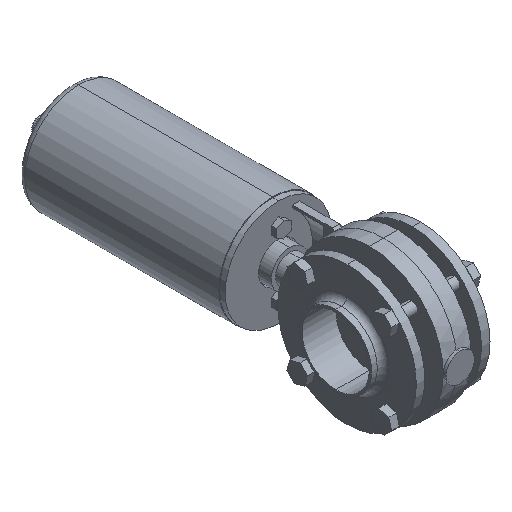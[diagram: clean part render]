
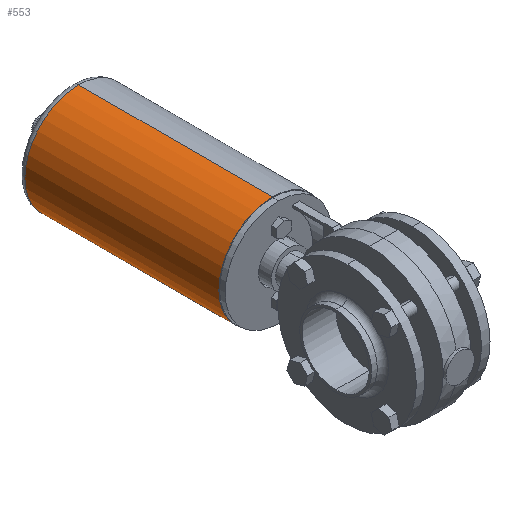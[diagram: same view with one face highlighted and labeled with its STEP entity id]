
A CAD part, isometric view. The second image highlights one B-rep face of the part: STEP entity #553.
In plain terms, the highlighted cylindrical face has radius 38 mm (diameter 76 mm), a partial arc.
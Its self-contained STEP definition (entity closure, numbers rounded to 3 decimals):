
#143 = AXIS2_PLACEMENT_3D ( 'NONE', #4251, #2466, #384 ) ;
#169 = VECTOR ( 'NONE', #5294, 1000. ) ;
#384 = DIRECTION ( 'NONE',  ( 0., 0., 1. ) ) ;
#553 = ADVANCED_FACE ( 'NONE', ( #1473 ), #4830, .T. ) ;
#637 = LINE ( 'NONE', #1489, #169 ) ;
#1356 = CARTESIAN_POINT ( 'NONE',  ( 0., 137., 38. ) ) ;
#1416 = CARTESIAN_POINT ( 'NONE',  ( 0., 0., -38. ) ) ;
#1418 = CARTESIAN_POINT ( 'NONE',  ( 0., 0., 38. ) ) ;
#1473 = FACE_OUTER_BOUND ( 'NONE', #4169, .T. ) ;
#1478 = VERTEX_POINT ( 'NONE', #1356 ) ;
#1489 = CARTESIAN_POINT ( 'NONE',  ( 0., 142., -38. ) ) ;
#1564 = DIRECTION ( 'NONE',  ( 0., -1., 0. ) ) ;
#1759 = EDGE_CURVE ( 'NONE', #1478, #3198, #3203, .T. ) ;
#1979 = EDGE_CURVE ( 'NONE', #1478, #3914, #4349, .T. ) ;
#2110 = ORIENTED_EDGE ( 'NONE', *, *, #3538, .T. ) ;
#2133 = VECTOR ( 'NONE', #1564, 1000. ) ;
#2349 = ORIENTED_EDGE ( 'NONE', *, *, #1979, .T. ) ;
#2466 = DIRECTION ( 'NONE',  ( 0., -1., 0. ) ) ;
#2886 = DIRECTION ( 'NONE',  ( 0., 0., -1. ) ) ;
#2917 = CARTESIAN_POINT ( 'NONE',  ( 0., 0., 0. ) ) ;
#3198 = VERTEX_POINT ( 'NONE', #1418 ) ;
#3203 = LINE ( 'NONE', #3672, #2133 ) ;
#3211 = CIRCLE ( 'NONE', #5272, 38. ) ;
#3272 = DIRECTION ( 'NONE',  ( 0., 0., 1. ) ) ;
#3297 = AXIS2_PLACEMENT_3D ( 'NONE', #3322, #3305, #2886 ) ;
#3305 = DIRECTION ( 'NONE',  ( 0., -1., 0. ) ) ;
#3322 = CARTESIAN_POINT ( 'NONE',  ( 0., 142., 0. ) ) ;
#3538 = EDGE_CURVE ( 'NONE', #3790, #3198, #3211, .T. ) ;
#3672 = CARTESIAN_POINT ( 'NONE',  ( 0., 142., 38. ) ) ;
#3790 = VERTEX_POINT ( 'NONE', #1416 ) ;
#3914 = VERTEX_POINT ( 'NONE', #4056 ) ;
#4053 = ORIENTED_EDGE ( 'NONE', *, *, #1759, .F. ) ;
#4056 = CARTESIAN_POINT ( 'NONE',  ( 0., 137., -38. ) ) ;
#4169 = EDGE_LOOP ( 'NONE', ( #4053, #2349, #5069, #2110 ) ) ;
#4251 = CARTESIAN_POINT ( 'NONE',  ( 0., 137., 0. ) ) ;
#4349 = CIRCLE ( 'NONE', #143, 38. ) ;
#4789 = EDGE_CURVE ( 'NONE', #3914, #3790, #637, .T. ) ;
#4830 = CYLINDRICAL_SURFACE ( 'NONE', #3297, 38. ) ;
#5056 = DIRECTION ( 'NONE',  ( 0., 1., 0. ) ) ;
#5069 = ORIENTED_EDGE ( 'NONE', *, *, #4789, .T. ) ;
#5272 = AXIS2_PLACEMENT_3D ( 'NONE', #2917, #5056, #3272 ) ;
#5294 = DIRECTION ( 'NONE',  ( 0., -1., 0. ) ) ;
